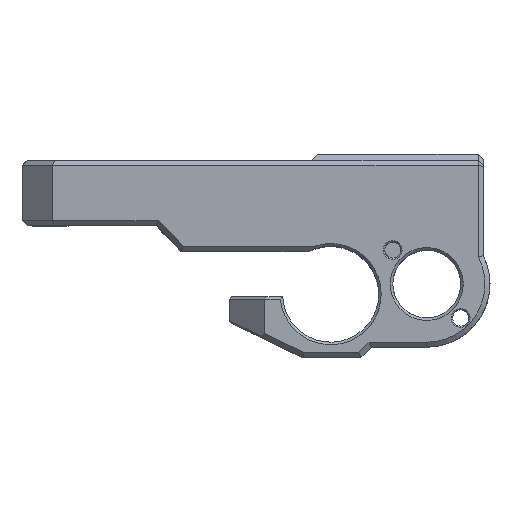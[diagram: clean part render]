
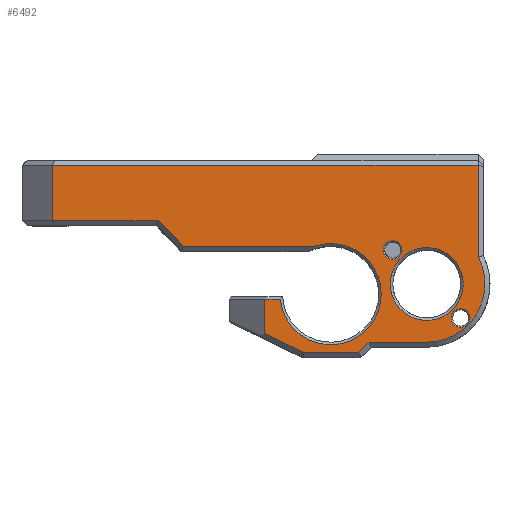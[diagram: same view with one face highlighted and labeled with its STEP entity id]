
A CAD part, top view. The second image highlights one B-rep face of the part: STEP entity #6492.
In plain terms, the highlighted planar face has unit normal (0, 0, 1).
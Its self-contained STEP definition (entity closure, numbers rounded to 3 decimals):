
#90=FACE_BOUND('',#2222,.T.);
#91=FACE_BOUND('',#2223,.T.);
#92=FACE_BOUND('',#2224,.T.);
#306=LINE('',#9373,#1000);
#319=LINE('',#9398,#1013);
#331=LINE('',#9435,#1025);
#332=LINE('',#9437,#1026);
#333=LINE('',#9439,#1027);
#334=LINE('',#9441,#1028);
#335=LINE('',#9443,#1029);
#336=LINE('',#9447,#1030);
#337=LINE('',#9449,#1031);
#338=LINE('',#9451,#1032);
#339=LINE('',#9453,#1033);
#340=LINE('',#9454,#1034);
#1000=VECTOR('',#7539,10.);
#1013=VECTOR('',#7570,10.);
#1025=VECTOR('',#7602,10.);
#1026=VECTOR('',#7603,1000.);
#1027=VECTOR('',#7604,1000.);
#1028=VECTOR('',#7605,1000.);
#1029=VECTOR('',#7606,1000.);
#1030=VECTOR('',#7609,1000.);
#1031=VECTOR('',#7610,1000.);
#1032=VECTOR('',#7611,1000.);
#1033=VECTOR('',#7612,1000.);
#1034=VECTOR('',#7613,1000.);
#1585=PLANE('',#6895);
#1841=FACE_OUTER_BOUND('',#2221,.T.);
#2221=EDGE_LOOP('',(#4790,#4791,#4792,#4793,#4794,#4795,#4796,#4797,#4798,
#4799,#4800,#4801,#4802,#4803));
#2222=EDGE_LOOP('',(#4804));
#2223=EDGE_LOOP('',(#4805));
#2224=EDGE_LOOP('',(#4806));
#2736=CIRCLE('',#6875,11.5);
#2739=CIRCLE('',#6896,10.);
#2740=CIRCLE('',#6897,1.85);
#2741=CIRCLE('',#6898,1.85);
#2742=CIRCLE('',#6899,7.2);
#3002=VERTEX_POINT('',#9362);
#3003=VERTEX_POINT('',#9363);
#3004=VERTEX_POINT('',#9371);
#3007=VERTEX_POINT('',#9397);
#3016=VERTEX_POINT('',#9434);
#3017=VERTEX_POINT('',#9436);
#3018=VERTEX_POINT('',#9438);
#3019=VERTEX_POINT('',#9440);
#3020=VERTEX_POINT('',#9442);
#3021=VERTEX_POINT('',#9444);
#3022=VERTEX_POINT('',#9446);
#3023=VERTEX_POINT('',#9448);
#3024=VERTEX_POINT('',#9450);
#3025=VERTEX_POINT('',#9452);
#3026=VERTEX_POINT('',#9455);
#3027=VERTEX_POINT('',#9457);
#3028=VERTEX_POINT('',#9459);
#3658=EDGE_CURVE('',#3002,#3003,#2736,.T.);
#3662=EDGE_CURVE('',#3004,#3002,#306,.T.);
#3675=EDGE_CURVE('',#3003,#3007,#319,.T.);
#3691=EDGE_CURVE('',#3016,#3004,#331,.T.);
#3692=EDGE_CURVE('',#3016,#3017,#332,.T.);
#3693=EDGE_CURVE('',#3017,#3018,#333,.T.);
#3694=EDGE_CURVE('',#3019,#3018,#334,.T.);
#3695=EDGE_CURVE('',#3019,#3020,#335,.T.);
#3696=EDGE_CURVE('',#3021,#3020,#2739,.T.);
#3697=EDGE_CURVE('',#3022,#3021,#336,.T.);
#3698=EDGE_CURVE('',#3022,#3023,#337,.T.);
#3699=EDGE_CURVE('',#3023,#3024,#338,.T.);
#3700=EDGE_CURVE('',#3024,#3025,#339,.T.);
#3701=EDGE_CURVE('',#3025,#3007,#340,.T.);
#3702=EDGE_CURVE('',#3026,#3026,#2740,.T.);
#3703=EDGE_CURVE('',#3027,#3027,#2741,.T.);
#3704=EDGE_CURVE('',#3028,#3028,#2742,.T.);
#4790=ORIENTED_EDGE('',*,*,#3662,.F.);
#4791=ORIENTED_EDGE('',*,*,#3691,.F.);
#4792=ORIENTED_EDGE('',*,*,#3692,.T.);
#4793=ORIENTED_EDGE('',*,*,#3693,.T.);
#4794=ORIENTED_EDGE('',*,*,#3694,.F.);
#4795=ORIENTED_EDGE('',*,*,#3695,.T.);
#4796=ORIENTED_EDGE('',*,*,#3696,.F.);
#4797=ORIENTED_EDGE('',*,*,#3697,.F.);
#4798=ORIENTED_EDGE('',*,*,#3698,.T.);
#4799=ORIENTED_EDGE('',*,*,#3699,.T.);
#4800=ORIENTED_EDGE('',*,*,#3700,.T.);
#4801=ORIENTED_EDGE('',*,*,#3701,.T.);
#4802=ORIENTED_EDGE('',*,*,#3675,.F.);
#4803=ORIENTED_EDGE('',*,*,#3658,.F.);
#4804=ORIENTED_EDGE('',*,*,#3702,.F.);
#4805=ORIENTED_EDGE('',*,*,#3703,.F.);
#4806=ORIENTED_EDGE('',*,*,#3704,.F.);
#6492=ADVANCED_FACE('',(#1841,#90,#91,#92),#1585,.T.);
#6875=AXIS2_PLACEMENT_3D('',#9364,#7533,#7534);
#6895=AXIS2_PLACEMENT_3D('',#9433,#7600,#7601);
#6896=AXIS2_PLACEMENT_3D('',#9445,#7607,#7608);
#6897=AXIS2_PLACEMENT_3D('',#9456,#7614,#7615);
#6898=AXIS2_PLACEMENT_3D('',#9458,#7616,#7617);
#6899=AXIS2_PLACEMENT_3D('',#9460,#7618,#7619);
#7533=DIRECTION('center_axis',(0.,0.,
-1.));
#7534=DIRECTION('ref_axis',(0.,-1.,0.));
#7539=DIRECTION('',(0.,-1.,0.));
#7570=DIRECTION('',(-1.,0.,0.));
#7600=DIRECTION('center_axis',(0.,0.,
1.));
#7601=DIRECTION('ref_axis',(0.,-1.,0.));
#7602=DIRECTION('',(1.,0.,0.));
#7603=DIRECTION('',(0.,-1.,0.));
#7604=DIRECTION('',(1.,0.,0.));
#7605=DIRECTION('',(-0.707,0.707,0.));
#7606=DIRECTION('',(1.,0.,0.));
#7607=DIRECTION('center_axis',(0.,0.,
1.));
#7608=DIRECTION('ref_axis',(0.,-1.,0.));
#7609=DIRECTION('',(1.,0.,0.));
#7610=DIRECTION('',(0.,-1.,0.));
#7611=DIRECTION('',(0.901,-0.435,0.));
#7612=DIRECTION('',(1.,0.,0.));
#7613=DIRECTION('',(0.707,0.707,0.));
#7614=DIRECTION('center_axis',(0.,0.,
1.));
#7615=DIRECTION('ref_axis',(0.,-1.,0.));
#7616=DIRECTION('center_axis',(0.,0.,
1.));
#7617=DIRECTION('ref_axis',(0.,-1.,0.));
#7618=DIRECTION('center_axis',(0.,0.,
1.));
#7619=DIRECTION('ref_axis',(0.,-1.,0.));
#9362=CARTESIAN_POINT('',(-178.244,-153.349,-189.635));
#9363=CARTESIAN_POINT('',(-188.413,-170.22,-189.635));
#9364=CARTESIAN_POINT('Origin',(-188.413,-158.72,-189.635));
#9371=CARTESIAN_POINT('',(-178.244,-135.22,-189.635));
#9373=CARTESIAN_POINT('',(-178.244,-123.883,-189.635));
#9397=CARTESIAN_POINT('',(-199.827,-170.22,-189.635));
#9398=CARTESIAN_POINT('',(-259.913,-170.22,-189.635));
#9433=CARTESIAN_POINT('Origin',(-259.913,-95.984,-189.635));
#9434=CARTESIAN_POINT('',(-262.413,-135.22,-189.635));
#9435=CARTESIAN_POINT('',(-177.414,-135.22,-189.635));
#9436=CARTESIAN_POINT('',(-262.413,-146.22,-189.635));
#9437=CARTESIAN_POINT('',(-262.413,-95.984,-189.635));
#9438=CARTESIAN_POINT('',(-241.499,-146.22,-189.635));
#9439=CARTESIAN_POINT('',(-232.499,-146.22,-189.635));
#9440=CARTESIAN_POINT('',(-236.499,-151.22,-189.635));
#9441=CARTESIAN_POINT('',(-275.824,-111.895,-189.635));
#9442=CARTESIAN_POINT('',(-210.536,-151.22,-189.635));
#9443=CARTESIAN_POINT('',(-259.913,-151.22,-189.635));
#9444=CARTESIAN_POINT('',(-217.363,-161.72,-189.635));
#9445=CARTESIAN_POINT('Origin',(-207.413,-160.72,-189.635));
#9446=CARTESIAN_POINT('',(-220.413,-161.72,-189.635));
#9447=CARTESIAN_POINT('',(-259.913,-161.72,-189.635));
#9448=CARTESIAN_POINT('',(-220.413,-168.489,-189.635));
#9449=CARTESIAN_POINT('',(-220.413,-95.984,-189.635));
#9450=CARTESIAN_POINT('',(-212.684,-172.22,-189.635));
#9451=CARTESIAN_POINT('',(-280.834,-139.32,-189.635));
#9452=CARTESIAN_POINT('',(-201.827,-172.22,-189.635));
#9453=CARTESIAN_POINT('',(-259.913,-172.22,-189.635));
#9454=CARTESIAN_POINT('',(-192.752,-163.145,-189.635));
#9455=CARTESIAN_POINT('',(-195.131,-150.152,-189.635));
#9456=CARTESIAN_POINT('Origin',(-195.131,-152.002,-189.635));
#9457=CARTESIAN_POINT('',(-181.696,-163.587,-189.635));
#9458=CARTESIAN_POINT('Origin',(-181.696,-165.437,-189.635));
#9459=CARTESIAN_POINT('',(-188.413,-151.52,-189.635));
#9460=CARTESIAN_POINT('Origin',(-188.413,-158.72,-189.635));
